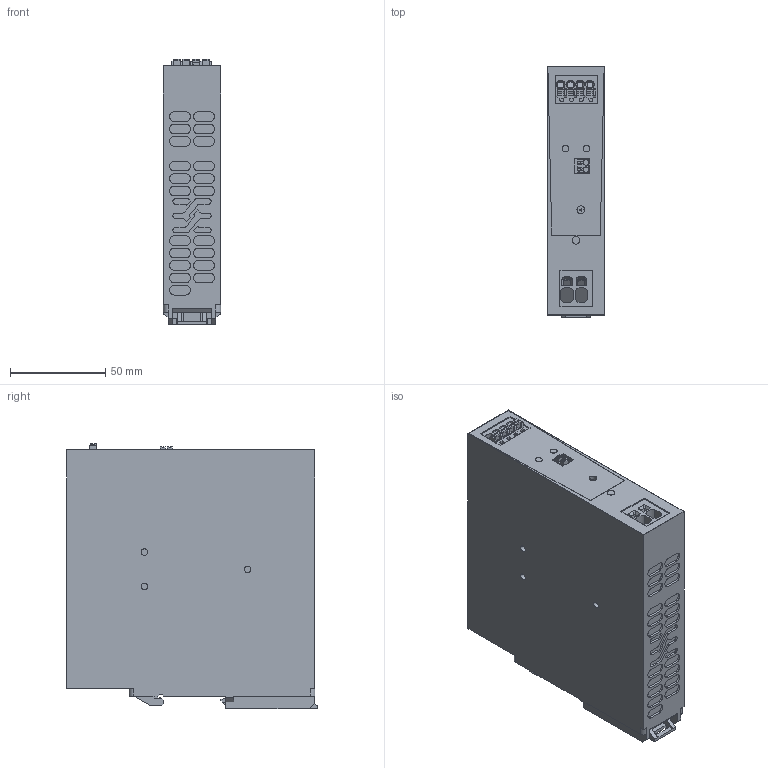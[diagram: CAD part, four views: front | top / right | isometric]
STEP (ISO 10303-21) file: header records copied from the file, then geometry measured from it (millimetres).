
FILE_DESCRIPTION(('CATIA V5R24 STEP','CAx-IF Rec.Pracs.--- Model Styling and Organization---1.2---2011-12-15'),'2;1');
FILE_NAME ('12015325_3_2486090000_S3D_PRO_RM_10.stp','2017-12-04T12:14:33+00:00',('none'),('Weidmueller'),'CATIA Version 5-6 Release 2014 SP4','CATIA V5 STEP AP214','none');
FILE_SCHEMA(('AUTOMOTIVE_DESIGN { 1 0 10303 214 1 1 1 1 }'));
Length unit declared in the file: millimetre
Products named in the file (1): 2486090000
Bounding box: 30 x 131.2 x 139.24 mm (x, y, z)
Volume: 501272.8 mm3; surface area: 72508.1 mm2
Topology: 17 solids, 17 shells, 826 faces, 2203 edges, 1482 vertices
Faces by surface type: plane 606, cylinder 196, extrusion 12, torus 8, bspline 4
Entity records: 27471 total; most frequent: CARTESIAN_POINT 6980, ORIENTED_EDGE 4406, DIRECTION 3289, EDGE_CURVE 2203, VECTOR 1648, LINE 1636, VERTEX_POINT 1482, AXIS2_PLACEMENT_3D 986
